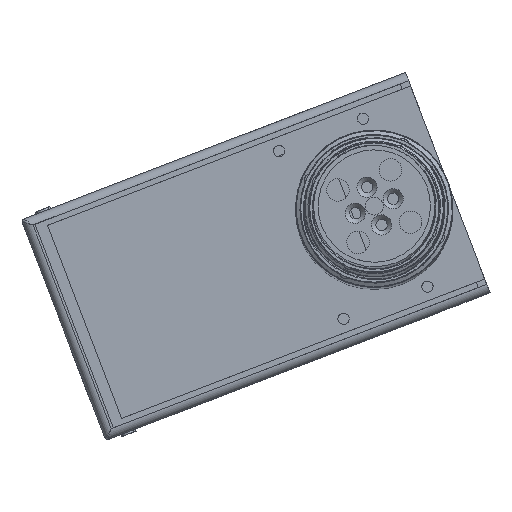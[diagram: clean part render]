
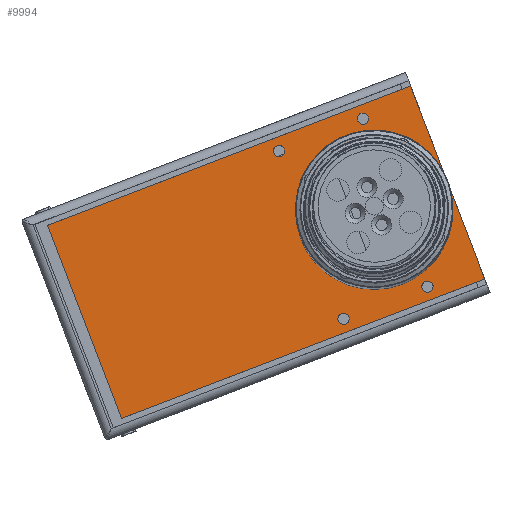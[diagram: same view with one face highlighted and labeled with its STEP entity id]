
A CAD part, top view. The second image highlights one B-rep face of the part: STEP entity #9994.
In plain terms, the highlighted face is planar.
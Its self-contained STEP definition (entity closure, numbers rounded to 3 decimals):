
#301 = LINE ( 'NONE', #11364, #322 ) ;
#304 = LINE ( 'NONE', #11369, #325 ) ;
#319 = CIRCLE ( 'NONE', #9243, 2.5 ) ;
#321 = CIRCLE ( 'NONE', #9244, 2.5 ) ;
#322 = VECTOR ( 'NONE', #11365, 1000. ) ;
#323 = CIRCLE ( 'NONE', #9248, 2.5 ) ;
#324 = VECTOR ( 'NONE', #11487, 1000. ) ;
#325 = VECTOR ( 'NONE', #11370, 1000. ) ;
#326 = CIRCLE ( 'NONE', #9246, 2.5 ) ;
#328 = LINE ( 'NONE', #11363, #324 ) ;
#2704 = CARTESIAN_POINT ( 'NONE',  ( 138., 7., 46. ) ) ;
#2705 = CARTESIAN_POINT ( 'NONE',  ( 138., 7., -46. ) ) ;
#3096 = VERTEX_POINT ( 'NONE', #3097 ) ;
#3097 = CARTESIAN_POINT ( 'NONE',  ( 30., 7., -37.5 ) ) ;
#3098 = VERTEX_POINT ( 'NONE', #3099 ) ;
#3099 = CARTESIAN_POINT ( 'NONE',  ( -10., 7., -37.5 ) ) ;
#3100 = VERTEX_POINT ( 'NONE', #3101 ) ;
#3101 = CARTESIAN_POINT ( 'NONE',  ( -10., 7., 42.5 ) ) ;
#3102 = VERTEX_POINT ( 'NONE', #3103 ) ;
#3103 = CARTESIAN_POINT ( 'NONE',  ( 30., 7., 42.5 ) ) ;
#5930 = CARTESIAN_POINT ( 'NONE',  ( -35., 7., -46. ) ) ;
#5939 = CARTESIAN_POINT ( 'NONE',  ( -35., 7., 46. ) ) ;
#5958 = CARTESIAN_POINT ( 'NONE',  ( -35., 7., 0. ) ) ;
#9243 = AXIS2_PLACEMENT_3D ( 'NONE', #11351, #11352, #11353 ) ;
#9244 = AXIS2_PLACEMENT_3D ( 'NONE', #11357, #11359, #11360 ) ;
#9246 = AXIS2_PLACEMENT_3D ( 'NONE', #11358, #11367, #11368 ) ;
#9248 = AXIS2_PLACEMENT_3D ( 'NONE', #11354, #11361, #11362 ) ;
#9839 = AXIS2_PLACEMENT_3D ( 'NONE', #21177, #21161, #41392 ) ;
#9994 = ADVANCED_FACE ( 'NONE', ( #22570, #22568, #22578, #22580, #22575 ), #25268, .T. ) ;
#11351 = CARTESIAN_POINT ( 'NONE',  ( 30., 7., -40. ) ) ;
#11352 = DIRECTION ( 'NONE',  ( 0., 1., 0. ) ) ;
#11353 = DIRECTION ( 'NONE',  ( 0., 0., 1. ) ) ;
#11354 = CARTESIAN_POINT ( 'NONE',  ( -10., 7., 40. ) ) ;
#11357 = CARTESIAN_POINT ( 'NONE',  ( -10., 7., -40. ) ) ;
#11358 = CARTESIAN_POINT ( 'NONE',  ( 30., 7., 40. ) ) ;
#11359 = DIRECTION ( 'NONE',  ( 0., 1., 0. ) ) ;
#11360 = DIRECTION ( 'NONE',  ( 0., 0., 1. ) ) ;
#11361 = DIRECTION ( 'NONE',  ( 0., 1., 0. ) ) ;
#11362 = DIRECTION ( 'NONE',  ( 0., 0., 1. ) ) ;
#11363 = CARTESIAN_POINT ( 'NONE',  ( 138., 7., -46. ) ) ;
#11364 = CARTESIAN_POINT ( 'NONE',  ( 138., 7., 46. ) ) ;
#11365 = DIRECTION ( 'NONE',  ( 1., 0., 0. ) ) ;
#11367 = DIRECTION ( 'NONE',  ( 0., 1., 0. ) ) ;
#11368 = DIRECTION ( 'NONE',  ( 0., 0., 1. ) ) ;
#11369 = CARTESIAN_POINT ( 'NONE',  ( 138., 7., -46. ) ) ;
#11370 = DIRECTION ( 'NONE',  ( -1., 0., 0. ) ) ;
#11487 = DIRECTION ( 'NONE',  ( 0., 0., -1. ) ) ;
#16004 = CIRCLE ( 'NONE', #9839, 35. ) ;
#16081 = LINE ( 'NONE', #41682, #16082 ) ;
#16082 = VECTOR ( 'NONE', #41683, 1000. ) ;
#16111 = LINE ( 'NONE', #41688, #16112 ) ;
#16112 = VECTOR ( 'NONE', #41689, 1000. ) ;
#17483 = EDGE_CURVE ( 'NONE', #3096, #3096, #319, .T. ) ;
#17485 = EDGE_CURVE ( 'NONE', #3098, #3098, #321, .T. ) ;
#17486 = EDGE_CURVE ( 'NONE', #3100, #3100, #323, .T. ) ;
#17487 = EDGE_CURVE ( 'NONE', #36857, #39163, #301, .T. ) ;
#17488 = EDGE_CURVE ( 'NONE', #3102, #3102, #326, .T. ) ;
#17489 = EDGE_CURVE ( 'NONE', #39164, #36848, #304, .T. ) ;
#17491 = EDGE_CURVE ( 'NONE', #39163, #39164, #328, .T. ) ;
#19006 = AXIS2_PLACEMENT_3D ( 'NONE', #25271, #25273, #25274 ) ;
#21161 = DIRECTION ( 'NONE',  ( 0., -1., 0. ) ) ;
#21177 = CARTESIAN_POINT ( 'NONE',  ( 0., 7., 0. ) ) ;
#21607 = EDGE_CURVE ( 'NONE', #36888, #36888, #16004, .T. ) ;
#21670 = EDGE_CURVE ( 'NONE', #36848, #36888, #16081, .T. ) ;
#21673 = EDGE_CURVE ( 'NONE', #36888, #36857, #16111, .T. ) ;
#22568 = FACE_BOUND ( 'NONE', #43514, .T. ) ;
#22570 = FACE_BOUND ( 'NONE', #43511, .T. ) ;
#22575 = FACE_OUTER_BOUND ( 'NONE', #43517, .T. ) ;
#22578 = FACE_BOUND ( 'NONE', #43515, .T. ) ;
#22580 = FACE_BOUND ( 'NONE', #43516, .T. ) ;
#25268 = PLANE ( 'NONE',  #19006 ) ;
#25271 = CARTESIAN_POINT ( 'NONE',  ( -35., 7., -46. ) ) ;
#25273 = DIRECTION ( 'NONE',  ( 0., 1., 0. ) ) ;
#25274 = DIRECTION ( 'NONE',  ( 0., 0., 1. ) ) ;
#36848 = VERTEX_POINT ( 'NONE', #5930 ) ;
#36857 = VERTEX_POINT ( 'NONE', #5939 ) ;
#36888 = VERTEX_POINT ( 'NONE', #5958 ) ;
#39163 = VERTEX_POINT ( 'NONE', #2704 ) ;
#39164 = VERTEX_POINT ( 'NONE', #2705 ) ;
#41056 = ORIENTED_EDGE ( 'NONE', *, *, #17488, .F. ) ;
#41057 = ORIENTED_EDGE ( 'NONE', *, *, #17483, .F. ) ;
#41061 = ORIENTED_EDGE ( 'NONE', *, *, #17486, .F. ) ;
#41063 = ORIENTED_EDGE ( 'NONE', *, *, #17485, .F. ) ;
#41065 = ORIENTED_EDGE ( 'NONE', *, *, #21670, .T. ) ;
#41067 = ORIENTED_EDGE ( 'NONE', *, *, #21607, .T. ) ;
#41069 = ORIENTED_EDGE ( 'NONE', *, *, #21673, .T. ) ;
#41070 = ORIENTED_EDGE ( 'NONE', *, *, #17487, .T. ) ;
#41072 = ORIENTED_EDGE ( 'NONE', *, *, #17491, .T. ) ;
#41075 = ORIENTED_EDGE ( 'NONE', *, *, #17489, .T. ) ;
#41392 = DIRECTION ( 'NONE',  ( 0., 0., 1. ) ) ;
#41682 = CARTESIAN_POINT ( 'NONE',  ( -35., 7., -46. ) ) ;
#41683 = DIRECTION ( 'NONE',  ( 0., 0., 1. ) ) ;
#41688 = CARTESIAN_POINT ( 'NONE',  ( -35., 7., -46. ) ) ;
#41689 = DIRECTION ( 'NONE',  ( 0., 0., 1. ) ) ;
#43511 = EDGE_LOOP ( 'NONE', ( #41056 ) ) ;
#43514 = EDGE_LOOP ( 'NONE', ( #41057 ) ) ;
#43515 = EDGE_LOOP ( 'NONE', ( #41061 ) ) ;
#43516 = EDGE_LOOP ( 'NONE', ( #41063 ) ) ;
#43517 = EDGE_LOOP ( 'NONE', ( #41065, #41067, #41069, #41070, #41072, #41075 ) ) ;
